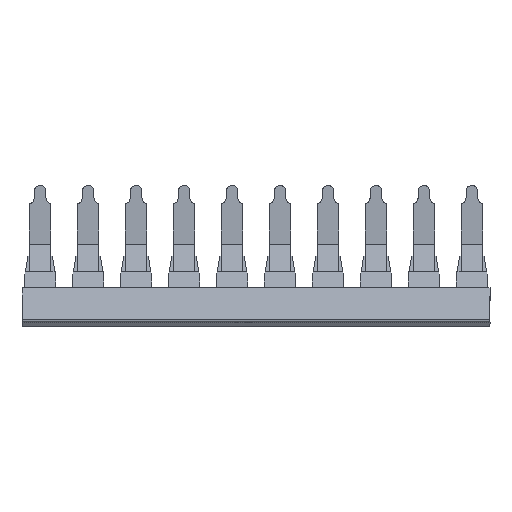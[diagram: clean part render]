
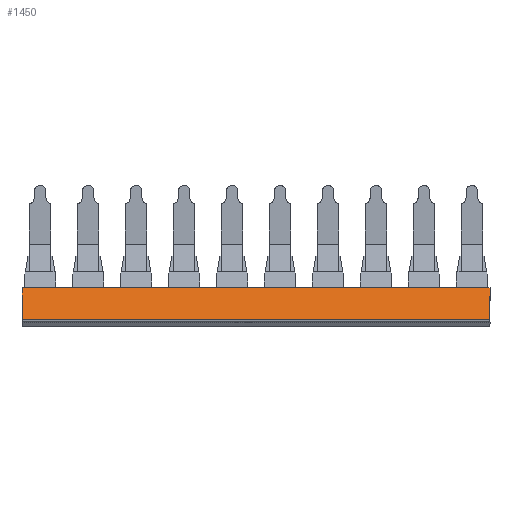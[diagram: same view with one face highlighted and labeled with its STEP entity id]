
A CAD part, top view. The second image highlights one B-rep face of the part: STEP entity #1450.
In plain terms, the highlighted face is planar.
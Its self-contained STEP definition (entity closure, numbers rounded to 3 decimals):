
#780=CARTESIAN_POINT('',(-16.897,5.265,
78.75));
#790=VERTEX_POINT('',#780);
#820=CARTESIAN_POINT('',(-16.897,0.015,
78.75));
#830=DIRECTION('',(0.,1.,0.));
#840=VECTOR('',#830,1.);
#850=LINE('',#820,#840);
#860=CARTESIAN_POINT('',(-16.897,-0.385,
78.75));
#870=VERTEX_POINT('',#860);
#880=EDGE_CURVE('',#870,#790,#850,.T.);
#1150=CARTESIAN_POINT('',(-16.897,1.588,
72.038));
#1160=DIRECTION('',(-1.,0.,0.));
#1170=DIRECTION('',(0.,0.,1.));
#1180=AXIS2_PLACEMENT_3D('',#1150,#1160,#1170);
#1190=PLANE('',#1180);
#1200=ORIENTED_EDGE('',*,*,#880,.F.);
#1210=CARTESIAN_POINT('',(-16.897,5.265,
65.6));
#1220=DIRECTION('',(0.,0.,-1.));
#1230=VECTOR('',#1220,1.);
#1240=LINE('',#1210,#1230);
#1250=CARTESIAN_POINT('',(-16.897,5.265,
-1.25));
#1260=VERTEX_POINT('',#1250);
#1270=EDGE_CURVE('',#790,#1260,#1240,.T.);
#1280=ORIENTED_EDGE('',*,*,#1270,.F.);
#1290=CARTESIAN_POINT('',(-16.897,0.015,
-1.25));
#1300=DIRECTION('',(0.,-1.,0.));
#1310=VECTOR('',#1300,1.);
#1320=LINE('',#1290,#1310);
#1330=CARTESIAN_POINT('',(-16.897,-0.385,
-1.25));
#1340=VERTEX_POINT('',#1330);
#1350=EDGE_CURVE('',#1260,#1340,#1320,.T.);
#1360=ORIENTED_EDGE('',*,*,#1350,.F.);
#1370=CARTESIAN_POINT('',(-16.897,-0.385,
65.6));
#1380=DIRECTION('',(0.,0.,1.));
#1390=VECTOR('',#1380,1.);
#1400=LINE('',#1370,#1390);
#1410=EDGE_CURVE('',#1340,#870,#1400,.T.);
#1420=ORIENTED_EDGE('',*,*,#1410,.F.);
#1430=EDGE_LOOP('',(#1420,#1360,#1280,#1200));
#1440=FACE_OUTER_BOUND('',#1430,.T.);
#1450=ADVANCED_FACE('',(#1440),#1190,.F.);
